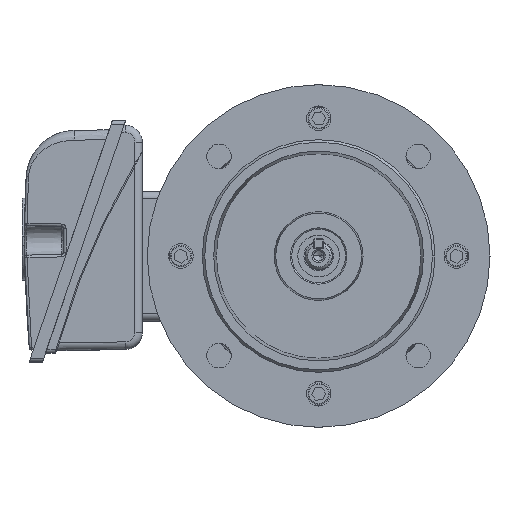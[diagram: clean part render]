
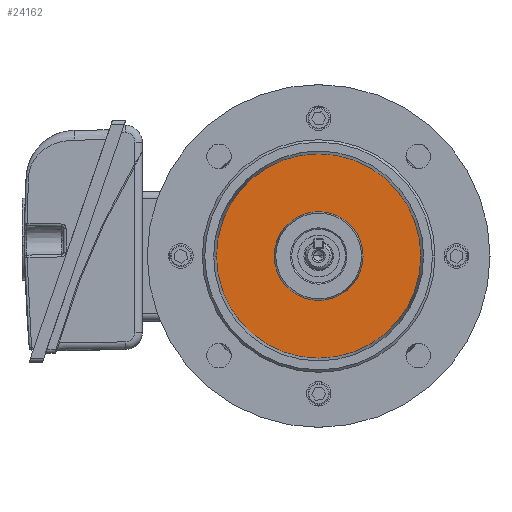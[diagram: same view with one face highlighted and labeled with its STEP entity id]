
A CAD part, top view. The second image highlights one B-rep face of the part: STEP entity #24162.
In plain terms, the highlighted face is planar.
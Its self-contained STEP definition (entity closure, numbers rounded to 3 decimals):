
#877 = CARTESIAN_POINT ( 'NONE',  ( 0., 0., -3.501 ) ) ;
#1276 = EDGE_LOOP ( 'NONE', ( #51640, #36471 ) ) ;
#2375 = CARTESIAN_POINT ( 'NONE',  ( -41.735, 0., -3.501 ) ) ;
#2428 = DIRECTION ( 'NONE',  ( 0., 0., 1. ) ) ;
#5232 = DIRECTION ( 'NONE',  ( 0., 0., 1. ) ) ;
#7975 = AXIS2_PLACEMENT_3D ( 'NONE', #46615, #2428, #30425 ) ;
#8567 = VERTEX_POINT ( 'NONE', #11039 ) ;
#10577 = CARTESIAN_POINT ( 'NONE',  ( -18.117, 0., -3.501 ) ) ;
#11039 = CARTESIAN_POINT ( 'NONE',  ( 18.117, 0., -3.501 ) ) ;
#11275 = DIRECTION ( 'NONE',  ( 1., 0., 0. ) ) ;
#11630 = FACE_OUTER_BOUND ( 'NONE', #1276, .T. ) ;
#13122 = EDGE_CURVE ( 'NONE', #18837, #8567, #30760, .T. ) ;
#14153 = DIRECTION ( 'NONE',  ( 0., 0., 1. ) ) ;
#15965 = CIRCLE ( 'NONE', #29640, 41.735 ) ;
#16180 = EDGE_CURVE ( 'NONE', #8567, #18837, #16901, .T. ) ;
#16901 = CIRCLE ( 'NONE', #43774, 18.117 ) ;
#18837 = VERTEX_POINT ( 'NONE', #10577 ) ;
#20016 = VERTEX_POINT ( 'NONE', #2375 ) ;
#21892 = CARTESIAN_POINT ( 'NONE',  ( 0., 18.117, -3.501 ) ) ;
#23587 = DIRECTION ( 'NONE',  ( 0., 0., 1. ) ) ;
#24162 = ADVANCED_FACE ( 'NONE', ( #11630, #48117 ), #37727, .F. ) ;
#29550 = VERTEX_POINT ( 'NONE', #30833 ) ;
#29640 = AXIS2_PLACEMENT_3D ( 'NONE', #43140, #23587, #51729 ) ;
#29734 = ORIENTED_EDGE ( 'NONE', *, *, #16180, .T. ) ;
#30425 = DIRECTION ( 'NONE',  ( 1., 0., 0. ) ) ;
#30517 = CIRCLE ( 'NONE', #7975, 41.735 ) ;
#30760 = CIRCLE ( 'NONE', #50451, 18.117 ) ;
#30833 = CARTESIAN_POINT ( 'NONE',  ( 41.735, 0., -3.501 ) ) ;
#31113 = CARTESIAN_POINT ( 'NONE',  ( 0., 0., -3.501 ) ) ;
#31144 = EDGE_LOOP ( 'NONE', ( #29734, #50630 ) ) ;
#36471 = ORIENTED_EDGE ( 'NONE', *, *, #40609, .F. ) ;
#37727 = PLANE ( 'NONE',  #41419 ) ;
#40609 = EDGE_CURVE ( 'NONE', #29550, #20016, #30517, .T. ) ;
#41419 = AXIS2_PLACEMENT_3D ( 'NONE', #21892, #14153, #50222 ) ;
#42916 = DIRECTION ( 'NONE',  ( 0., 0., 1. ) ) ;
#43140 = CARTESIAN_POINT ( 'NONE',  ( 0., 0., -3.501 ) ) ;
#43774 = AXIS2_PLACEMENT_3D ( 'NONE', #877, #5232, #49281 ) ;
#44897 = EDGE_CURVE ( 'NONE', #20016, #29550, #15965, .T. ) ;
#46615 = CARTESIAN_POINT ( 'NONE',  ( 0., 0., -3.501 ) ) ;
#48117 = FACE_BOUND ( 'NONE', #31144, .T. ) ;
#49281 = DIRECTION ( 'NONE',  ( 1., 0., 0. ) ) ;
#50222 = DIRECTION ( 'NONE',  ( 1., 0., 0. ) ) ;
#50451 = AXIS2_PLACEMENT_3D ( 'NONE', #31113, #42916, #11275 ) ;
#50630 = ORIENTED_EDGE ( 'NONE', *, *, #13122, .T. ) ;
#51640 = ORIENTED_EDGE ( 'NONE', *, *, #44897, .F. ) ;
#51729 = DIRECTION ( 'NONE',  ( 1., 0., 0. ) ) ;
